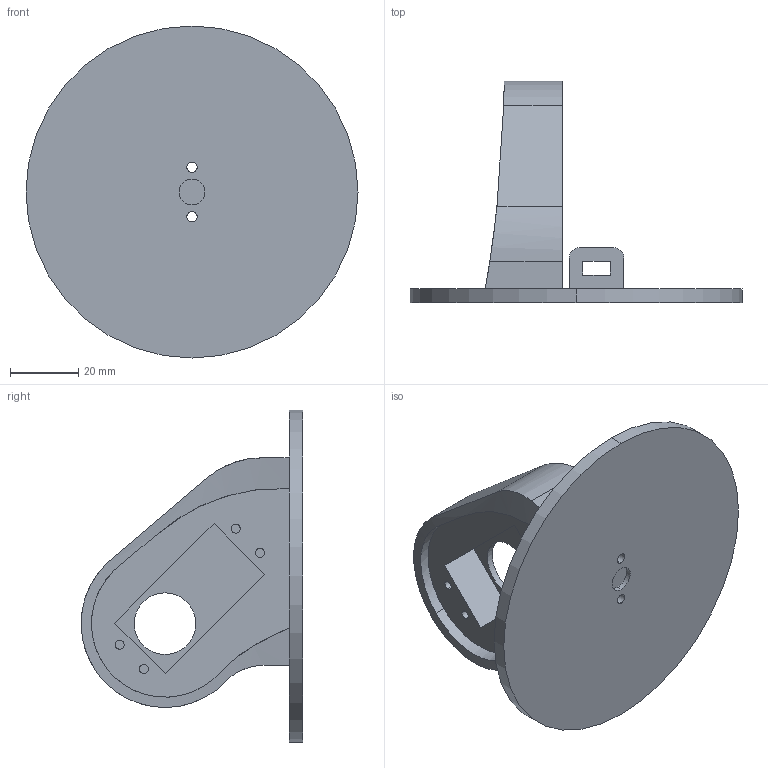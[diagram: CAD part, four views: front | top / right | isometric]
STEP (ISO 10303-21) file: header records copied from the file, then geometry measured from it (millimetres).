
FILE_DESCRIPTION (( 'STEP AP203' ), '1' );
FILE_NAME ('Waist_Default_sldprt.STEP', '2022-12-24T03:26:45', ( '' ), ( '' ), 'SwSTEP 2.0', 'SolidWorks 2020', '' );
FILE_SCHEMA (( 'CONFIG_CONTROL_DESIGN' ));
Length unit declared in the file: metre
Products named in the file (1): Waist_Default_sldprt
Bounding box: 97 x 64.78 x 97 mm (x, y, z)
Volume: 68038.6 mm3; surface area: 27126.4 mm2
Topology: 1 solids, 1 shells, 56 faces, 138 edges, 92 vertices
Faces by surface type: plane 27, cylinder 26, bspline 3
Entity records: 2078 total; most frequent: CARTESIAN_POINT 641, DIRECTION 278, ORIENTED_EDGE 276, EDGE_CURVE 138, AXIS2_PLACEMENT_3D 100, VERTEX_POINT 92, LINE 78, VECTOR 78
